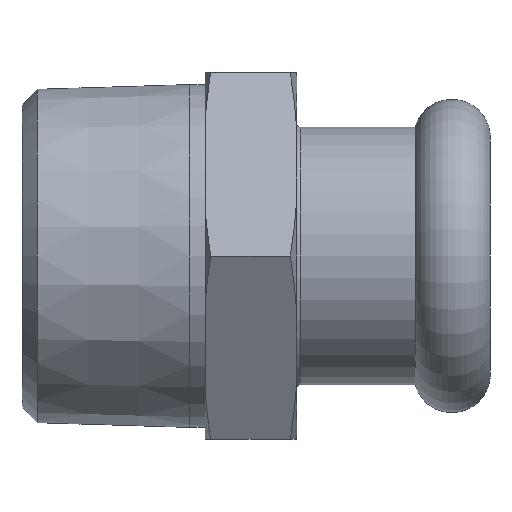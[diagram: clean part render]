
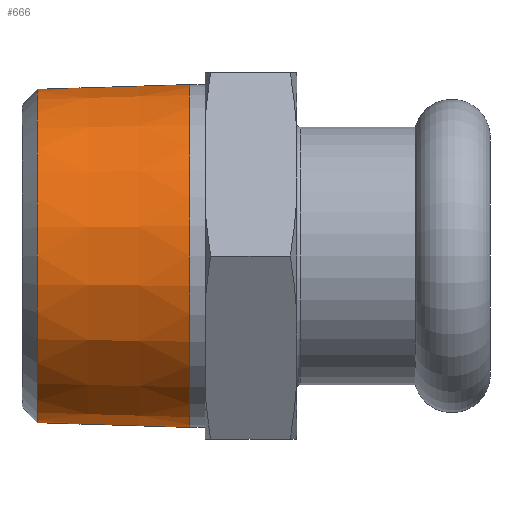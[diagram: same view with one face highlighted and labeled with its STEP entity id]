
A CAD part, left-side view. The second image highlights one B-rep face of the part: STEP entity #666.
In plain terms, the highlighted conical face has half-angle 1.78 degrees and reference radius 16.594 mm.
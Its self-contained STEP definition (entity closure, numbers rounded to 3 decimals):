
#32=CONICAL_SURFACE('',#761,16.594,0.031);
#92=LINE('',#1213,#120);
#120=VECTOR('',#944,16.594);
#158=FACE_OUTER_BOUND('',#199,.T.);
#199=EDGE_LOOP('',(#578,#579,#580,#581,#582,#583));
#245=CIRCLE('',#759,16.384);
#246=CIRCLE('',#760,16.384);
#247=CIRCLE('',#762,16.85);
#248=CIRCLE('',#763,16.85);
#317=VERTEX_POINT('',#1203);
#318=VERTEX_POINT('',#1204);
#319=VERTEX_POINT('',#1209);
#320=VERTEX_POINT('',#1210);
#410=EDGE_CURVE('',#317,#318,#245,.T.);
#411=EDGE_CURVE('',#318,#317,#246,.T.);
#413=EDGE_CURVE('',#319,#320,#247,.T.);
#414=EDGE_CURVE('',#320,#319,#248,.T.);
#415=EDGE_CURVE('',#320,#318,#92,.T.);
#578=ORIENTED_EDGE('',*,*,#413,.F.);
#579=ORIENTED_EDGE('',*,*,#414,.F.);
#580=ORIENTED_EDGE('',*,*,#415,.T.);
#581=ORIENTED_EDGE('',*,*,#410,.F.);
#582=ORIENTED_EDGE('',*,*,#411,.F.);
#583=ORIENTED_EDGE('',*,*,#415,.F.);
#666=ADVANCED_FACE('',(#158),#32,.T.);
#759=AXIS2_PLACEMENT_3D('',#1205,#933,#934);
#760=AXIS2_PLACEMENT_3D('',#1206,#935,#936);
#761=AXIS2_PLACEMENT_3D('',#1208,#938,#939);
#762=AXIS2_PLACEMENT_3D('',#1211,#940,#941);
#763=AXIS2_PLACEMENT_3D('',#1212,#942,#943);
#933=DIRECTION('center_axis',(0.,1.,0.));
#934=DIRECTION('ref_axis',(0.,0.,1.));
#935=DIRECTION('center_axis',(0.,1.,0.));
#936=DIRECTION('ref_axis',(0.,0.,1.));
#938=DIRECTION('center_axis',(0.,-1.,0.));
#939=DIRECTION('ref_axis',(0.,0.,-1.));
#940=DIRECTION('center_axis',(0.,-1.,0.));
#941=DIRECTION('ref_axis',(1.,0.,0.));
#942=DIRECTION('center_axis',(0.,-1.,0.));
#943=DIRECTION('ref_axis',(1.,0.,0.));
#944=DIRECTION('',(0.,1.,-0.031));
#1203=CARTESIAN_POINT('',(0.,44.501,-16.384));
#1204=CARTESIAN_POINT('',(0.,44.501,16.384));
#1205=CARTESIAN_POINT('Origin',(0.,44.501,
0.));
#1206=CARTESIAN_POINT('Origin',(0.,44.501,
0.));
#1208=CARTESIAN_POINT('Origin',(0.,37.75,0.));
#1209=CARTESIAN_POINT('',(0.,29.5,-16.85));
#1210=CARTESIAN_POINT('',(0.,29.5,16.85));
#1211=CARTESIAN_POINT('Origin',(0.,29.5,0.));
#1212=CARTESIAN_POINT('Origin',(0.,29.5,0.));
#1213=CARTESIAN_POINT('',(0.,37.75,16.594));
